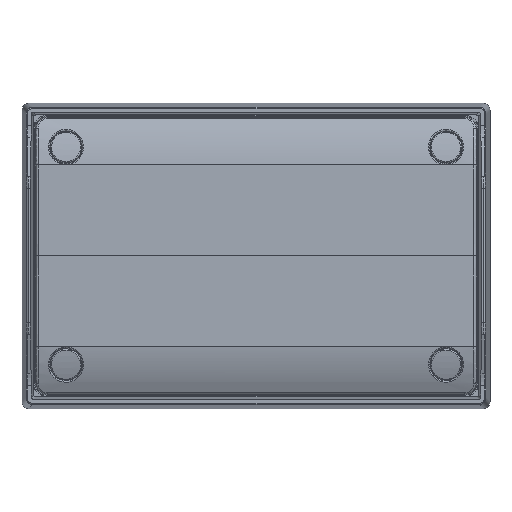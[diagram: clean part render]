
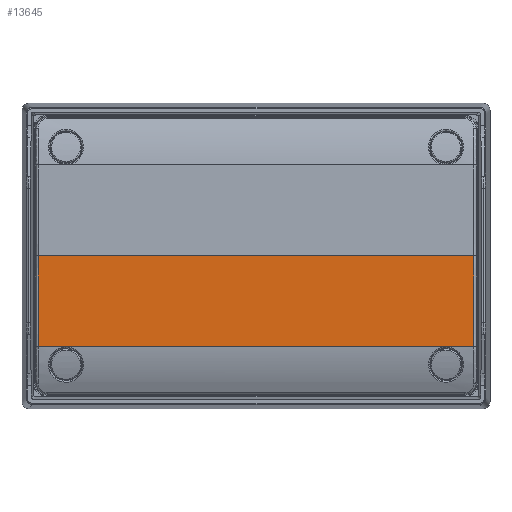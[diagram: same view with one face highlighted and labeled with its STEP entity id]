
A CAD part, top view. The second image highlights one B-rep face of the part: STEP entity #13645.
In plain terms, the highlighted cylindrical face has radius 4787.44 mm (diameter 9574.88 mm), a partial arc.
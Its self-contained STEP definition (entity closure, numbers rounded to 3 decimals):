
#621 = CARTESIAN_POINT ( 'NONE',  ( 3.931, -149.151, 46.138 ) ) ;
#1125 = CARTESIAN_POINT ( 'NONE',  ( 195.431, -136.05, 46.313 ) ) ;
#2222 = FACE_OUTER_BOUND ( 'NONE', #2433, .T. ) ;
#2433 = EDGE_LOOP ( 'NONE', ( #20205, #30141, #7944, #38748 ) ) ;
#3250 = CARTESIAN_POINT ( 'NONE',  ( 7.035, -149.151, 46.138 ) ) ;
#3264 = DIRECTION ( 'NONE',  ( -1., 0., 0. ) ) ;
#5671 =( BOUNDED_CURVE ( )  B_SPLINE_CURVE ( 3, ( #10289, #23315, #1125, #38173 ),
 .UNSPECIFIED., .F., .T. ) 
 B_SPLINE_CURVE_WITH_KNOTS ( ( 4, 4 ),
 ( 3.147, 3.155 ),
 .UNSPECIFIED. ) 
 CURVE ( )  GEOMETRIC_REPRESENTATION_ITEM ( )  RATIONAL_B_SPLINE_CURVE ( ( 1., 1., 1., 1. ) ) 
 REPRESENTATION_ITEM ( '' )  );
#6601 = CARTESIAN_POINT ( 'NONE',  ( 7.035, -149.151, 46.138 ) ) ;
#6996 = EDGE_CURVE ( 'NONE', #22512, #20091, #22393, .T. ) ;
#7500 = EDGE_CURVE ( 'NONE', #14679, #22512, #5671, .T. ) ;
#7944 = ORIENTED_EDGE ( 'NONE', *, *, #32234, .T. ) ;
#8177 = CARTESIAN_POINT ( 'NONE',  ( 3.931, -109.846, 46.5 ) ) ;
#8899 = CARTESIAN_POINT ( 'NONE',  ( 7.044, -109.846, 46.5 ) ) ;
#9468 = CARTESIAN_POINT ( 'NONE',  ( 7.042, -122.948, 46.433 ) ) ;
#9631 = VERTEX_POINT ( 'NONE', #8899 ) ;
#10289 = CARTESIAN_POINT ( 'NONE',  ( 195.426, -109.846, 46.5 ) ) ;
#10941 = EDGE_CURVE ( 'NONE', #9631, #20091, #26480, .T. ) ;
#11811 = CARTESIAN_POINT ( 'NONE',  ( 3.931, -85.419, -4740.878 ) ) ;
#13645 = ADVANCED_FACE ( 'NONE', ( #2222 ), #14657, .T. ) ;
#14657 = CYLINDRICAL_SURFACE ( 'NONE', #35244, 4787.44 ) ;
#14679 = VERTEX_POINT ( 'NONE', #17141 ) ;
#14845 = CARTESIAN_POINT ( 'NONE',  ( 7.044, -109.846, 46.5 ) ) ;
#17141 = CARTESIAN_POINT ( 'NONE',  ( 195.426, -109.846, 46.5 ) ) ;
#20091 = VERTEX_POINT ( 'NONE', #3250 ) ;
#20205 = ORIENTED_EDGE ( 'NONE', *, *, #6996, .F. ) ;
#20383 = DIRECTION ( 'NONE',  ( -1., 0., 0. ) ) ;
#20605 = CARTESIAN_POINT ( 'NONE',  ( 195.435, -149.151, 46.138 ) ) ;
#22393 = LINE ( 'NONE', #621, #28266 ) ;
#22512 = VERTEX_POINT ( 'NONE', #20605 ) ;
#22755 = VECTOR ( 'NONE', #20383, 1000. ) ;
#23315 = CARTESIAN_POINT ( 'NONE',  ( 195.428, -122.948, 46.433 ) ) ;
#23650 = LINE ( 'NONE', #8177, #22755 ) ;
#26480 =( BOUNDED_CURVE ( )  B_SPLINE_CURVE ( 3, ( #14845, #9468, #28203, #6601 ),
 .UNSPECIFIED., .F., .T. ) 
 B_SPLINE_CURVE_WITH_KNOTS ( ( 4, 4 ),
 ( 3.147, 3.155 ),
 .UNSPECIFIED. ) 
 CURVE ( )  GEOMETRIC_REPRESENTATION_ITEM ( )  RATIONAL_B_SPLINE_CURVE ( ( 1., 1., 1., 1. ) ) 
 REPRESENTATION_ITEM ( '' )  );
#28203 = CARTESIAN_POINT ( 'NONE',  ( 7.039, -136.05, 46.313 ) ) ;
#28266 = VECTOR ( 'NONE', #3264, 1000. ) ;
#30141 = ORIENTED_EDGE ( 'NONE', *, *, #7500, .F. ) ;
#32234 = EDGE_CURVE ( 'NONE', #14679, #9631, #23650, .T. ) ;
#32759 = DIRECTION ( 'NONE',  ( 1., 0., 0. ) ) ;
#35244 = AXIS2_PLACEMENT_3D ( 'NONE', #11811, #32759, #39687 ) ;
#38173 = CARTESIAN_POINT ( 'NONE',  ( 195.435, -149.151, 46.138 ) ) ;
#38748 = ORIENTED_EDGE ( 'NONE', *, *, #10941, .T. ) ;
#39687 = DIRECTION ( 'NONE',  ( 0., 0., 1. ) ) ;
